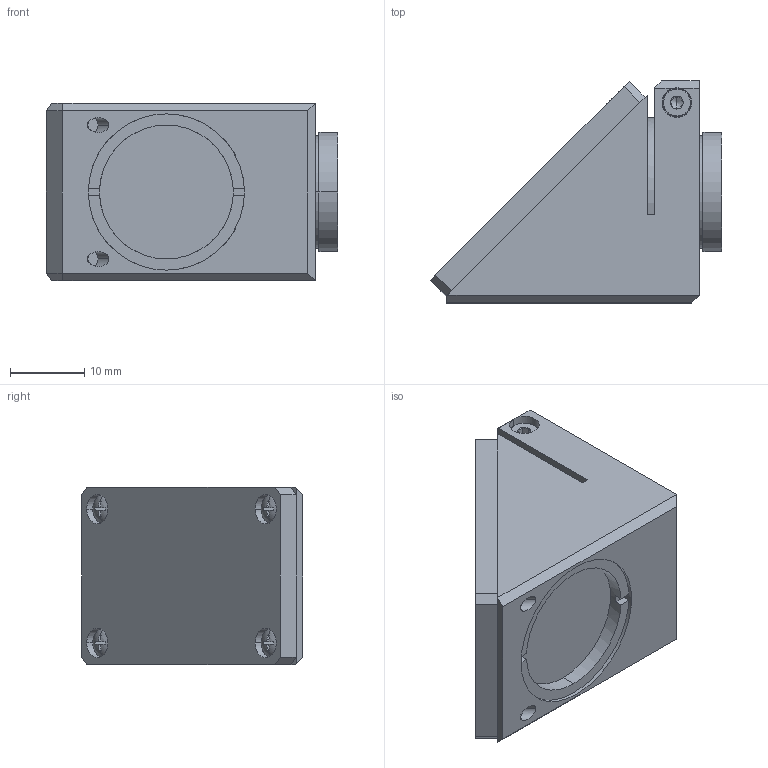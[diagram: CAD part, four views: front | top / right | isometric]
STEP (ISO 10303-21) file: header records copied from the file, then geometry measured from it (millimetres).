
FILE_DESCRIPTION(/* description */ ('VariCAD 2015-1.09 AP-214'),/* implementation_level */ '2;1');
FILE_NAME(/* name */ 'TMLX-15C.stp',/* time_stamp */ '2015-05-26T10:19:41+09:00',/* author */ (''),/* organization */ (''),/* preprocessor_version */ 'ST-DEVELOPER v14',/* originating_system */ 'VariCAD 2015-1.09; kernel version (20130303)',/* authorisation */ '');
FILE_SCHEMA (('AUTOMOTIVE_DESIGN'));
Length unit declared in the file: millimetre
Products named in the file (5): TMLX-15C
Assembly tree (4 placements, depth 2):
  TMLX-15C
    (unnamed)
    (unnamed)
    (unnamed)
    (unnamed)
Bounding box: 39.12 x 29.8 x 23.8 mm (x, y, z)
Volume: 12635.9 mm3; surface area: 7386.2 mm2
Topology: 4 solids, 4 shells, 214 faces, 521 edges, 332 vertices
Faces by surface type: plane 122, cylinder 60, cone 14, torus 10, sphere 8
Entity records: 7160 total; most frequent: CARTESIAN_POINT 1638, DIRECTION 1076, ORIENTED_EDGE 1038, EDGE_CURVE 519, AXIS2_PLACEMENT_3D 419, VERTEX_POINT 332, EDGE_LOOP 241, LINE 238
